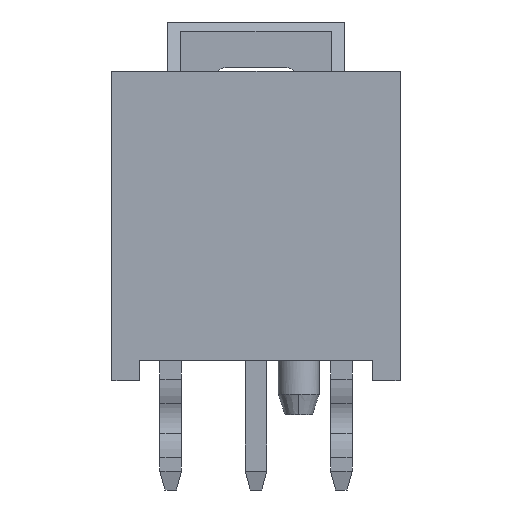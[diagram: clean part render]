
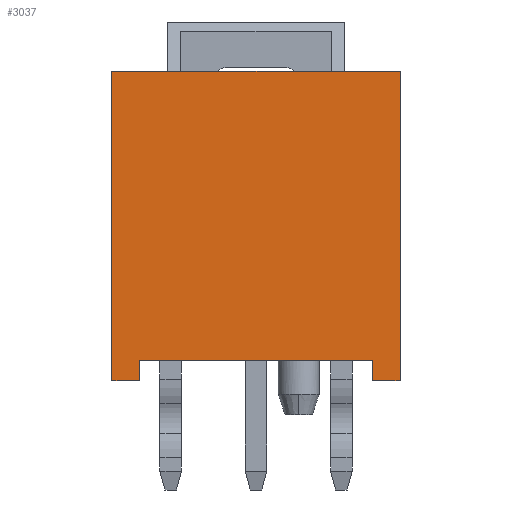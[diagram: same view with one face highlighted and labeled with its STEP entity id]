
A CAD part, front view. The second image highlights one B-rep face of the part: STEP entity #3037.
In plain terms, the highlighted planar face has unit normal (0, -1, 0).
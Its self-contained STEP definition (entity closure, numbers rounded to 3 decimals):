
#1=DIRECTION('',(-1.,0.,0.));
#2=VECTOR('',#1,6.84);
#3=CARTESIAN_POINT('',(3.42,-2.99,-4.23));
#4=LINE('',#3,#2);
#5=DIRECTION('',(0.,0.,-1.));
#6=VECTOR('',#5,0.6);
#7=CARTESIAN_POINT('',(-3.42,-2.99,-4.23));
#8=LINE('',#7,#6);
#9=DIRECTION('',(1.,0.,0.));
#10=VECTOR('',#9,8.44);
#11=CARTESIAN_POINT('',(-4.22,-2.99,4.23));
#12=LINE('',#11,#10);
#13=DIRECTION('',(0.,0.,-1.));
#14=VECTOR('',#13,9.06);
#15=CARTESIAN_POINT('',(4.22,-2.99,4.23));
#16=LINE('',#15,#14);
#1886=DIRECTION('',(0.,0.,-1.));
#1887=VECTOR('',#1886,0.6);
#1888=CARTESIAN_POINT('',(3.42,-2.99,-4.23));
#1889=LINE('',#1888,#1887);
#1906=DIRECTION('',(-1.,0.,0.));
#1907=VECTOR('',#1906,0.8);
#1908=CARTESIAN_POINT('',(4.22,-2.99,-4.83));
#1909=LINE('',#1908,#1907);
#1942=DIRECTION('',(-1.,0.,0.));
#1943=VECTOR('',#1942,0.8);
#1944=CARTESIAN_POINT('',(-3.42,-2.99,-4.83));
#1945=LINE('',#1944,#1943);
#1954=DIRECTION('',(0.,0.,-1.));
#1955=VECTOR('',#1954,9.06);
#1956=CARTESIAN_POINT('',(-4.22,-2.99,4.23));
#1957=LINE('',#1956,#1955);
#2314=CARTESIAN_POINT('',(-4.22,-2.99,4.23));
#2315=CARTESIAN_POINT('',(4.22,-2.99,4.23));
#2316=VERTEX_POINT('',#2314);
#2317=VERTEX_POINT('',#2315);
#2342=CARTESIAN_POINT('',(4.22,-2.99,-4.83));
#2343=CARTESIAN_POINT('',(3.42,-2.99,-4.83));
#2344=VERTEX_POINT('',#2342);
#2345=VERTEX_POINT('',#2343);
#2358=CARTESIAN_POINT('',(-4.22,-2.99,-4.83));
#2360=VERTEX_POINT('',#2358);
#2364=CARTESIAN_POINT('',(-3.42,-2.99,-4.83));
#2365=VERTEX_POINT('',#2364);
#2372=CARTESIAN_POINT('',(3.42,-2.99,-4.23));
#2374=VERTEX_POINT('',#2372);
#2388=CARTESIAN_POINT('',(-3.42,-2.99,-4.23));
#2389=VERTEX_POINT('',#2388);
#3014=CARTESIAN_POINT('',(0.,-2.99,0.));
#3015=DIRECTION('',(0.,1.,0.));
#3016=DIRECTION('',(1.,0.,0.));
#3017=AXIS2_PLACEMENT_3D('',#3014,#3015,#3016);
#3018=PLANE('',#3017);
#3020=ORIENTED_EDGE('',*,*,#3019,.T.);
#3022=ORIENTED_EDGE('',*,*,#3021,.T.);
#3024=ORIENTED_EDGE('',*,*,#3023,.T.);
#3026=ORIENTED_EDGE('',*,*,#3025,.F.);
#3028=ORIENTED_EDGE('',*,*,#3027,.T.);
#3030=ORIENTED_EDGE('',*,*,#3029,.T.);
#3032=ORIENTED_EDGE('',*,*,#3031,.T.);
#3034=ORIENTED_EDGE('',*,*,#3033,.F.);
#3035=EDGE_LOOP('',(#3020,#3022,#3024,#3026,#3028,#3030,#3032,#3034));
#3036=FACE_OUTER_BOUND('',#3035,.F.);
#3037=ADVANCED_FACE('',(#3036),#3018,.F.);
#3019=EDGE_CURVE('',#2374,#2389,#4,.T.);
#3021=EDGE_CURVE('',#2389,#2365,#8,.T.);
#3023=EDGE_CURVE('',#2365,#2360,#1945,.T.);
#3025=EDGE_CURVE('',#2316,#2360,#1957,.T.);
#3027=EDGE_CURVE('',#2316,#2317,#12,.T.);
#3029=EDGE_CURVE('',#2317,#2344,#16,.T.);
#3031=EDGE_CURVE('',#2344,#2345,#1909,.T.);
#3033=EDGE_CURVE('',#2374,#2345,#1889,.T.);
